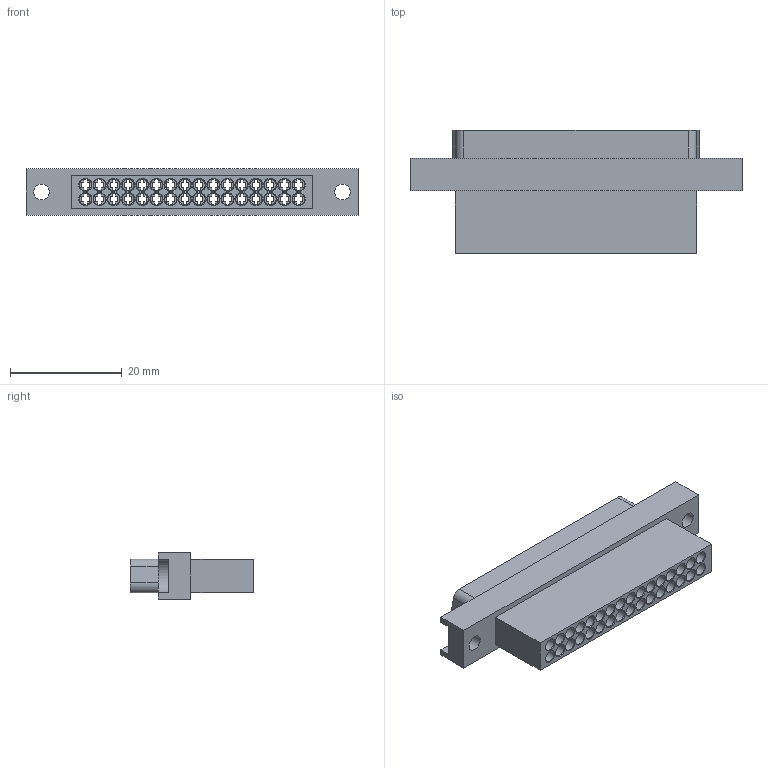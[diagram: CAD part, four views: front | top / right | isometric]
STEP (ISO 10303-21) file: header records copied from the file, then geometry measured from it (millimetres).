
FILE_DESCRIPTION( ('This file contains a STEP AP42 implementation' ,'as created by ZW3D STEP Interface translator.') ,'2;1' );
FILE_NAME( '6341-2HXXB01.stp' ,'231019. 93526', (''), ('ZWCAD Software Co.'), 'Version 1.0', 'ZW3D to STEP translator', '' );
FILE_SCHEMA(('AUTOMOTIVE_DESIGN { 1 0 10303 214 1 1 1 1 }'));
Length unit declared in the file: millimetre
Products named in the file (1): 0
Bounding box: 59.32 x 22 x 8.25 mm (x, y, z)
Volume: 4733.6 mm3; surface area: 8547.5 mm2
Topology: 1 solids, 1 shells, 862 faces, 2158 edges, 1300 vertices
Faces by surface type: plane 662, cylinder 166, cone 32, bspline 2
Full cylindrical faces by diameter (mm): 2.15 x32, 2.8 x2
Entity records: 26138 total; most frequent: DIRECTION 4376, CARTESIAN_POINT 4339, ORIENTED_EDGE 4316, EDGE_CURVE 2158, VECTOR 1662, LINE 1662, AXIS2_PLACEMENT_3D 1357, VERTEX_POINT 1300
